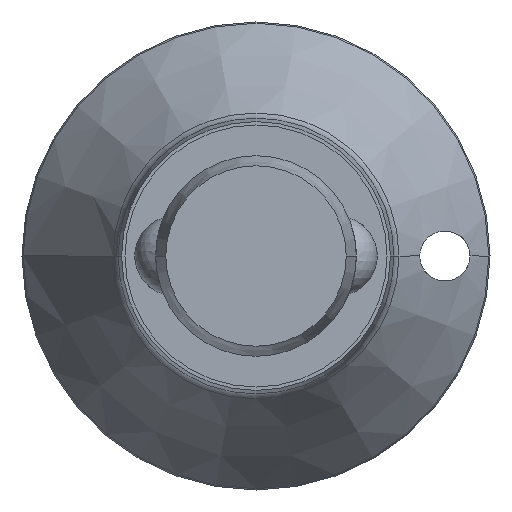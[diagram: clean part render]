
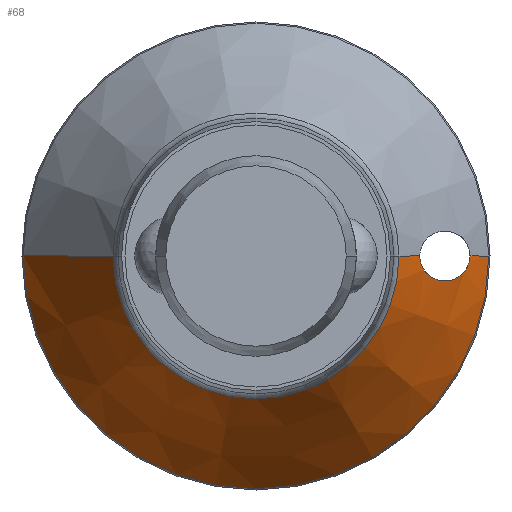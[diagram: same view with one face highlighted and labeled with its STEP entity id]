
A CAD part, front view. The second image highlights one B-rep face of the part: STEP entity #68.
In plain terms, the highlighted conical face has half-angle 32.056 degrees and reference radius 11.239 mm.
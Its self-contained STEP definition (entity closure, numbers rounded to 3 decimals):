
#68=ADVANCED_FACE('',(#160),#161,.T.);
#160=FACE_OUTER_BOUND('',#276,.T.);
#161=CONICAL_SURFACE('',#277,11.239,0.559);
#276=EDGE_LOOP('',(#408,#409,#410,#411,#412,#413));
#277=AXIS2_PLACEMENT_3D('',#414,#415,#416);
#408=ORIENTED_EDGE('',*,*,#695,.F.);
#409=ORIENTED_EDGE('',*,*,#696,.T.);
#410=ORIENTED_EDGE('',*,*,#697,.F.);
#411=ORIENTED_EDGE('',*,*,#683,.F.);
#412=ORIENTED_EDGE('',*,*,#698,.F.);
#413=ORIENTED_EDGE('',*,*,#699,.T.);
#414=CARTESIAN_POINT('',(0.,28.448,0.));
#415=DIRECTION('',(-0.0,1.0,0.));
#416=DIRECTION('',(1.0,0.0,0.0));
#683=EDGE_CURVE('',#799,#797,#804,.T.);
#695=EDGE_CURVE('',#822,#823,#824,.T.);
#696=EDGE_CURVE('',#822,#825,#826,.T.);
#697=EDGE_CURVE('',#797,#825,#827,.T.);
#698=EDGE_CURVE('',#828,#799,#829,.T.);
#699=EDGE_CURVE('',#828,#823,#830,.T.);
#797=VERTEX_POINT('',#963);
#799=VERTEX_POINT('',#965);
#804=CIRCLE('',#970,13.924);
#822=VERTEX_POINT('',#1008);
#823=VERTEX_POINT('',#1009);
#824=LINE('',#1010,#1011);
#825=VERTEX_POINT('',#1012);
#826=CIRCLE('',#1013,8.555);
#827=LINE('',#1014,#1015);
#828=VERTEX_POINT('',#1016);
#829=LINE('',#1017,#1018);
#830=B_SPLINE_CURVE_WITH_KNOTS('',3,(#1019,#1020,#1021,#1022,#1023,#1024,#1025,#1026,#1027,#1028,#1029,#1030,#1031,#1032,#1033,#1034,#1035,#1036,#1037,#1038,#1039,#1040),.UNSPECIFIED.,.F.,.F.,(4,2,2,2,2,2,2,2,2,2,4),(0.355,0.384,0.413,0.499,0.605,0.71,0.813,0.916,0.967,0.993,1.018),.UNSPECIFIED.);
#963=CARTESIAN_POINT('',(-13.924,32.735,0.));
#965=CARTESIAN_POINT('',(13.924,32.735,0.));
#970=AXIS2_PLACEMENT_3D('',#1376,#1377,#1378);
#1008=CARTESIAN_POINT('',(8.555,24.162,0.));
#1009=CARTESIAN_POINT('',(9.8,26.15,0.));
#1010=CARTESIAN_POINT('',(11.239,28.448,0.));
#1011=VECTOR('',#1394,1.0);
#1012=CARTESIAN_POINT('',(-8.555,24.162,0.));
#1013=AXIS2_PLACEMENT_3D('',#1395,#1396,#1397);
#1014=CARTESIAN_POINT('',(-11.239,28.448,0.));
#1015=VECTOR('',#1398,1.0);
#1016=CARTESIAN_POINT('',(12.8,30.94,0.));
#1017=CARTESIAN_POINT('',(11.239,28.448,0.));
#1018=VECTOR('',#1399,1.0);
#1019=CARTESIAN_POINT('',(12.8,30.94,0.));
#1020=CARTESIAN_POINT('',(12.8,30.94,-0.096));
#1021=CARTESIAN_POINT('',(12.79,30.926,-0.199));
#1022=CARTESIAN_POINT('',(12.751,30.87,-0.395));
#1023=CARTESIAN_POINT('',(12.721,30.829,-0.487));
#1024=CARTESIAN_POINT('',(12.594,30.648,-0.8));
#1025=CARTESIAN_POINT('',(12.433,30.418,-1.001));
#1026=CARTESIAN_POINT('',(12.11,29.944,-1.285));
#1027=CARTESIAN_POINT('',(11.905,29.639,-1.389));
#1028=CARTESIAN_POINT('',(11.493,29.009,-1.503));
#1029=CARTESIAN_POINT('',(11.286,28.684,-1.512));
#1030=CARTESIAN_POINT('',(10.92,28.094,-1.463));
#1031=CARTESIAN_POINT('',(10.728,27.777,-1.402));
#1032=CARTESIAN_POINT('',(10.367,27.164,-1.193));
#1033=CARTESIAN_POINT('',(10.198,26.869,-1.046));
#1034=CARTESIAN_POINT('',(9.994,26.504,-0.748));
#1035=CARTESIAN_POINT('',(9.927,26.383,-0.624));
#1036=CARTESIAN_POINT('',(9.854,26.249,-0.407));
#1037=CARTESIAN_POINT('',(9.834,26.213,-0.33));
#1038=CARTESIAN_POINT('',(9.807,26.163,-0.169));
#1039=CARTESIAN_POINT('',(9.8,26.15,-0.085));
#1040=CARTESIAN_POINT('',(9.8,26.15,0.));
#1376=CARTESIAN_POINT('',(0.,32.735,0.));
#1377=DIRECTION('',(-0.0,1.0,0.));
#1378=DIRECTION('',(1.0,0.0,0.0));
#1394=DIRECTION('',(0.531,0.848,0.));
#1395=CARTESIAN_POINT('',(0.,24.162,0.));
#1396=DIRECTION('',(-0.0,1.0,0.));
#1397=DIRECTION('',(1.0,0.0,0.0));
#1398=DIRECTION('',(0.531,-0.848,0.));
#1399=DIRECTION('',(0.531,0.848,0.));
